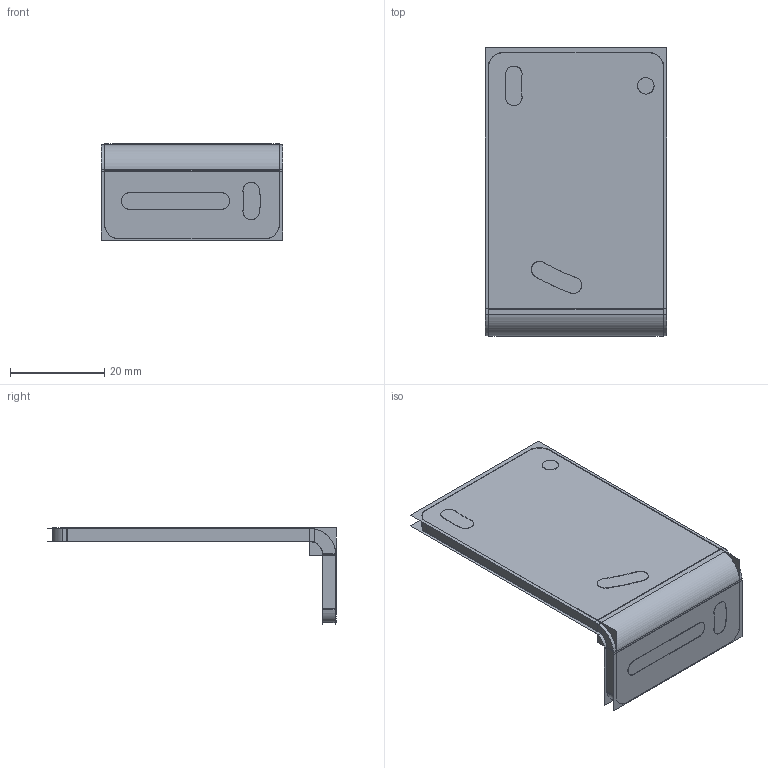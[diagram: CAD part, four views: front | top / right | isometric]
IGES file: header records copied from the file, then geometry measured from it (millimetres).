
Start section:  PTC IGES file: 206643.igs
Global section: file name: 206643.igs; native system: Creo Parametric by PTC Inc.; preprocessor: 2018300; author: pdmadmin; organization: Unknown; date: 20190319.091813; units: millimetre
Bounding box: 38.48 x 61.2 x 20.4 mm (x, y, z)
Volume: 7246.4 mm3; surface area: 25680.5 mm2
Topology: 1 solids, 1 shells, 80 faces, 424 edges, 544 vertices
Faces by surface type: revolution 52, bspline 28
